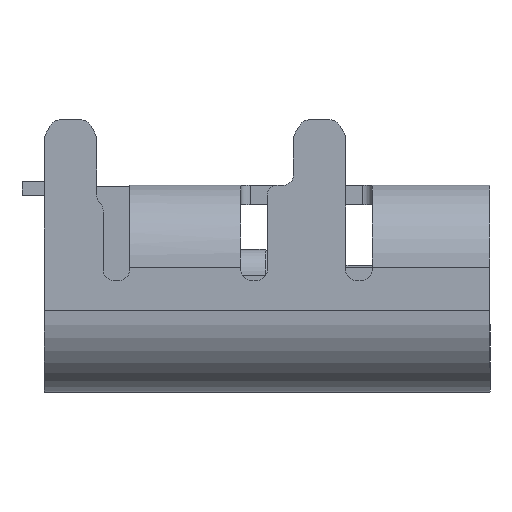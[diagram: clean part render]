
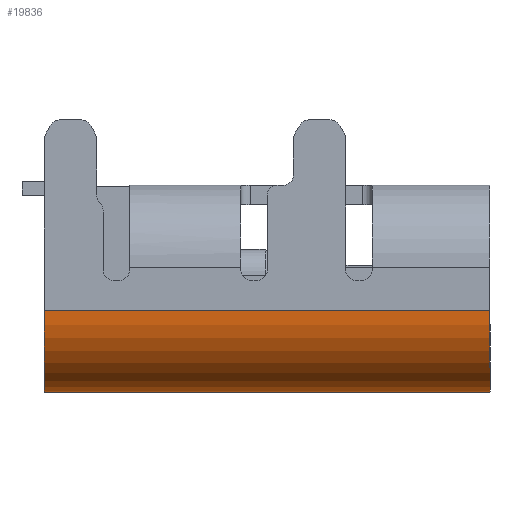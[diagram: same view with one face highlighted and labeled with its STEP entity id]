
A CAD part, left-side view. The second image highlights one B-rep face of the part: STEP entity #19836.
In plain terms, the highlighted cylindrical face has radius 1.25 mm (diameter 2.5 mm), a partial arc.
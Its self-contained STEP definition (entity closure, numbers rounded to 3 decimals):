
#936=CARTESIAN_POINT('',(-7.265,-5.1,9.54));
#937=DIRECTION('',(0.,-1.,0.));
#938=DIRECTION('',(-1.,0.,0.));
#939=AXIS2_PLACEMENT_3D('',#936,#937,#938);
#1085=CARTESIAN_POINT('',(-7.265,-11.9,
9.54));
#1086=DIRECTION('',(0.,1.,0.));
#1087=DIRECTION('',(0.,0.,-1.));
#1088=AXIS2_PLACEMENT_3D('',#1085,#1086,#1087);
#4479=DIRECTION('',(0.,1.,0.));
#4480=VECTOR('',#4479,6.8);
#4481=CARTESIAN_POINT('',(-7.265,-11.9,
8.29));
#4482=LINE('',#4481,#4480);
#4483=DIRECTION('',(0.,-1.,0.));
#4484=VECTOR('',#4483,6.8);
#4485=CARTESIAN_POINT('',(-8.515,-5.1,
9.54));
#4486=LINE('',#4485,#4484);
#10614=CARTESIAN_POINT('',(-7.265,-5.1,
8.29));
#10615=VERTEX_POINT('',#10614);
#10616=CARTESIAN_POINT('',(-7.265,-11.9,
8.29));
#10617=VERTEX_POINT('',#10616);
#10903=CARTESIAN_POINT('',(-8.515,-11.9,
9.54));
#10904=VERTEX_POINT('',#10903);
#11187=CARTESIAN_POINT('',(-8.515,-5.1,
9.54));
#11188=VERTEX_POINT('',#11187);
#19825=CARTESIAN_POINT('',(-7.265,6056930.091,
9.54));
#19826=DIRECTION('',(0.,-1.,0.));
#19827=DIRECTION('',(-1.,0.,0.));
#19828=AXIS2_PLACEMENT_3D('',#19825,#19826,#19827);
#19829=CYLINDRICAL_SURFACE('',#19828,1.25);
#19830=ORIENTED_EDGE('',*,*,#13240,.F.);
#19831=ORIENTED_EDGE('',*,*,#12977,.T.);
#19832=ORIENTED_EDGE('',*,*,#13111,.F.);
#19833=ORIENTED_EDGE('',*,*,#13139,.T.);
#19834=EDGE_LOOP('',(#19830,#19831,#19832,#19833));
#19835=FACE_OUTER_BOUND('',#19834,.F.);
#940=CIRCLE('',#939,1.25);
#1089=CIRCLE('',#1088,1.25);
#12977=EDGE_CURVE('',#10617,#10615,#4482,.T.);
#13111=EDGE_CURVE('',#11188,#10615,#940,.T.);
#13139=EDGE_CURVE('',#11188,#10904,#4486,.T.);
#13240=EDGE_CURVE('',#10617,#10904,#1089,.T.);
#19836=ADVANCED_FACE('',(#19835),#19829,.T.);
